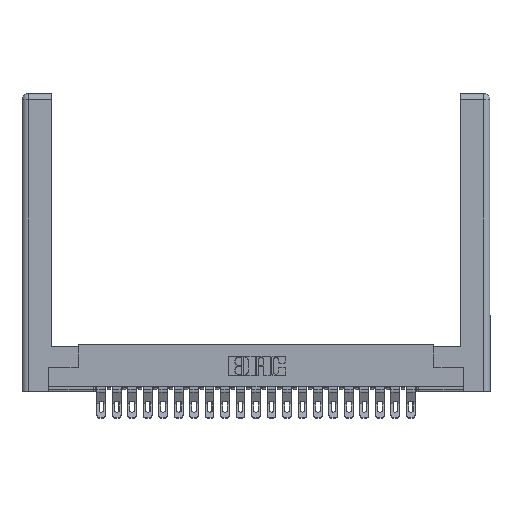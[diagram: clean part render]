
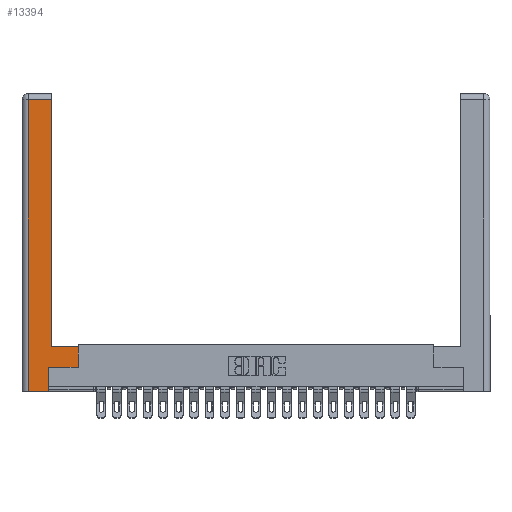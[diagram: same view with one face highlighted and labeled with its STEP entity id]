
A CAD part, top view. The second image highlights one B-rep face of the part: STEP entity #13394.
In plain terms, the highlighted planar face has unit normal (0, 0, 1).
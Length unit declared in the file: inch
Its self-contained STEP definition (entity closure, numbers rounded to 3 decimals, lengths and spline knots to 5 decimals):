
#477 = VECTOR ( 'NONE', #17877, 39.37008 ) ;
#508 = VECTOR ( 'NONE', #10171, 39.37008 ) ;
#539 = EDGE_CURVE ( 'NONE', #1012, #3209, #4281, .T. ) ;
#893 = CARTESIAN_POINT ( 'NONE',  ( 0.295, 3., 0. ) ) ;
#1012 = VERTEX_POINT ( 'NONE', #3707 ) ;
#1219 = CARTESIAN_POINT ( 'NONE',  ( 0.295, 2.94, 0. ) ) ;
#1686 = ORIENTED_EDGE ( 'NONE', *, *, #14292, .T. ) ;
#2246 = ORIENTED_EDGE ( 'NONE', *, *, #539, .T. ) ;
#3204 = DIRECTION ( 'NONE',  ( 0., 1., 0. ) ) ;
#3209 = VERTEX_POINT ( 'NONE', #1219 ) ;
#3259 = VECTOR ( 'NONE', #6789, 39.37008 ) ;
#3491 = DIRECTION ( 'NONE',  ( 0., 0., -1. ) ) ;
#3707 = CARTESIAN_POINT ( 'NONE',  ( 0.295, 0.45, 0. ) ) ;
#4242 = VERTEX_POINT ( 'NONE', #16162 ) ;
#4281 = LINE ( 'NONE', #893, #477 ) ;
#4351 = EDGE_CURVE ( 'NONE', #6228, #7950, #21133, .T. ) ;
#4645 = LINE ( 'NONE', #21569, #508 ) ;
#4858 = DIRECTION ( 'NONE',  ( -1., 0., 0. ) ) ;
#5734 = VECTOR ( 'NONE', #4858, 39.37008 ) ;
#6228 = VERTEX_POINT ( 'NONE', #21940 ) ;
#6789 = DIRECTION ( 'NONE',  ( 0., 1., 0. ) ) ;
#7611 = ORIENTED_EDGE ( 'NONE', *, *, #23471, .T. ) ;
#7675 = LINE ( 'NONE', #9835, #14461 ) ;
#7950 = VERTEX_POINT ( 'NONE', #15433 ) ;
#8033 = DIRECTION ( 'NONE',  ( 1., 0., 0. ) ) ;
#8317 = VERTEX_POINT ( 'NONE', #9367 ) ;
#8703 = LINE ( 'NONE', #12353, #5734 ) ;
#8904 = CARTESIAN_POINT ( 'NONE',  ( 0.565, 0.245, 0. ) ) ;
#9130 = LINE ( 'NONE', #12711, #17063 ) ;
#9246 = ORIENTED_EDGE ( 'NONE', *, *, #17056, .T. ) ;
#9367 = CARTESIAN_POINT ( 'NONE',  ( 0.0615, 0., 0. ) ) ;
#9835 = CARTESIAN_POINT ( 'NONE',  ( 0.265, 0., 0. ) ) ;
#10171 = DIRECTION ( 'NONE',  ( -1., 0., 0. ) ) ;
#10243 = AXIS2_PLACEMENT_3D ( 'NONE', #13125, #3491, #22542 ) ;
#10723 = CARTESIAN_POINT ( 'NONE',  ( 0.265, 0.245, 0. ) ) ;
#10823 = LINE ( 'NONE', #8904, #24119 ) ;
#11493 = ORIENTED_EDGE ( 'NONE', *, *, #21715, .T. ) ;
#12319 = FACE_OUTER_BOUND ( 'NONE', #20615, .T. ) ;
#12345 = DIRECTION ( 'NONE',  ( 1., 0., 0. ) ) ;
#12353 = CARTESIAN_POINT ( 'NONE',  ( 0.0615, 2.94, 0. ) ) ;
#12711 = CARTESIAN_POINT ( 'NONE',  ( 0.0615, 0., 0. ) ) ;
#13125 = CARTESIAN_POINT ( 'NONE',  ( 0., 0., 0. ) ) ;
#13394 = ADVANCED_FACE ( 'NONE', ( #12319 ), #20629, .F. ) ;
#13806 = ORIENTED_EDGE ( 'NONE', *, *, #18896, .T. ) ;
#14292 = EDGE_CURVE ( 'NONE', #7950, #1012, #4645, .T. ) ;
#14461 = VECTOR ( 'NONE', #8033, 39.37008 ) ;
#14885 = CARTESIAN_POINT ( 'NONE',  ( 0.0615, 2.94, 0. ) ) ;
#15056 = ORIENTED_EDGE ( 'NONE', *, *, #21414, .T. ) ;
#15245 = ORIENTED_EDGE ( 'NONE', *, *, #4351, .T. ) ;
#15353 = LINE ( 'NONE', #10723, #3259 ) ;
#15433 = CARTESIAN_POINT ( 'NONE',  ( 0.565, 0.45, 0. ) ) ;
#16162 = CARTESIAN_POINT ( 'NONE',  ( 0.265, 0., 0. ) ) ;
#17056 = EDGE_CURVE ( 'NONE', #3209, #21114, #8703, .T. ) ;
#17063 = VECTOR ( 'NONE', #18056, 39.37008 ) ;
#17251 = VECTOR ( 'NONE', #3204, 39.37008 ) ;
#17877 = DIRECTION ( 'NONE',  ( 0., 1., 0. ) ) ;
#18056 = DIRECTION ( 'NONE',  ( 0., -1., 0. ) ) ;
#18896 = EDGE_CURVE ( 'NONE', #4242, #23090, #15353, .T. ) ;
#20615 = EDGE_LOOP ( 'NONE', ( #2246, #9246, #11493, #15056, #13806, #7611, #15245, #1686 ) ) ;
#20629 = PLANE ( 'NONE',  #10243 ) ;
#21104 = CARTESIAN_POINT ( 'NONE',  ( 0.265, 0.245, 0. ) ) ;
#21114 = VERTEX_POINT ( 'NONE', #14885 ) ;
#21133 = LINE ( 'NONE', #23932, #17251 ) ;
#21414 = EDGE_CURVE ( 'NONE', #8317, #4242, #7675, .T. ) ;
#21569 = CARTESIAN_POINT ( 'NONE',  ( 0.295, 0.45, 0. ) ) ;
#21715 = EDGE_CURVE ( 'NONE', #21114, #8317, #9130, .T. ) ;
#21940 = CARTESIAN_POINT ( 'NONE',  ( 0.565, 0.245, 0. ) ) ;
#22542 = DIRECTION ( 'NONE',  ( -1., 0., 0. ) ) ;
#23090 = VERTEX_POINT ( 'NONE', #21104 ) ;
#23471 = EDGE_CURVE ( 'NONE', #23090, #6228, #10823, .T. ) ;
#23932 = CARTESIAN_POINT ( 'NONE',  ( 0.565, 0.45, 0. ) ) ;
#24119 = VECTOR ( 'NONE', #12345, 39.37008 ) ;
